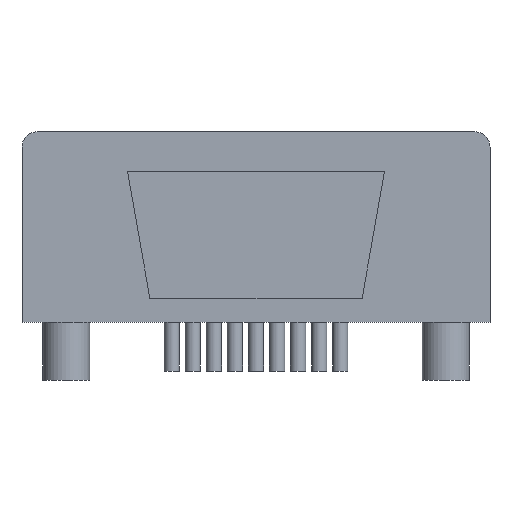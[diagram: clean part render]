
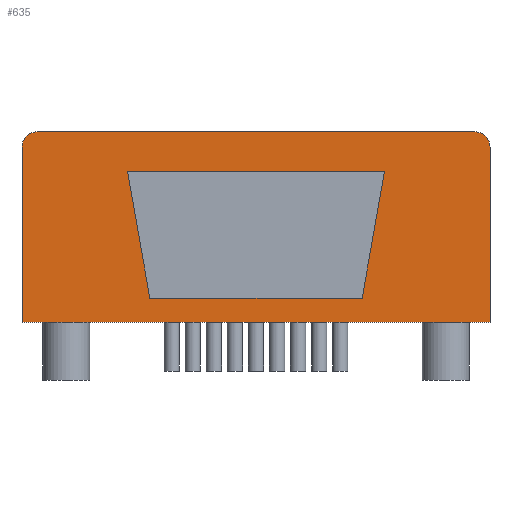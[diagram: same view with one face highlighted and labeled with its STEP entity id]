
A CAD part, front view. The second image highlights one B-rep face of the part: STEP entity #635.
In plain terms, the highlighted planar face has unit normal (0, -1, 0).
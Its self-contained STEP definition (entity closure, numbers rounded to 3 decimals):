
#19=FACE_BOUND('',#137,.T.);
#55=PLANE('',#715);
#95=FACE_OUTER_BOUND('',#136,.T.);
#136=EDGE_LOOP('',(#541,#542,#543,#544,#545,#546));
#137=EDGE_LOOP('',(#547,#548,#549,#550));
#185=LINE('',#1042,#240);
#187=LINE('',#1047,#242);
#191=LINE('',#1055,#246);
#194=LINE('',#1061,#249);
#197=LINE('',#1066,#252);
#201=LINE('',#1080,#256);
#204=LINE('',#1086,#259);
#205=LINE('',#1087,#260);
#240=VECTOR('',#861,10.);
#242=VECTOR('',#865,10.);
#246=VECTOR('',#871,10.);
#249=VECTOR('',#876,10.);
#252=VECTOR('',#881,10.);
#256=VECTOR('',#895,10.);
#259=VECTOR('',#900,10.);
#260=VECTOR('',#901,10.);
#286=CIRCLE('',#713,1.);
#287=CIRCLE('',#716,1.);
#326=VERTEX_POINT('',#1039);
#327=VERTEX_POINT('',#1041);
#328=VERTEX_POINT('',#1045);
#329=VERTEX_POINT('',#1046);
#332=VERTEX_POINT('',#1054);
#334=VERTEX_POINT('',#1060);
#338=VERTEX_POINT('',#1073);
#339=VERTEX_POINT('',#1075);
#340=VERTEX_POINT('',#1079);
#342=VERTEX_POINT('',#1085);
#397=EDGE_CURVE('',#327,#326,#185,.T.);
#399=EDGE_CURVE('',#328,#329,#187,.T.);
#403=EDGE_CURVE('',#329,#332,#191,.T.);
#406=EDGE_CURVE('',#332,#334,#194,.T.);
#409=EDGE_CURVE('',#334,#328,#197,.T.);
#413=EDGE_CURVE('',#338,#339,#286,.T.);
#415=EDGE_CURVE('',#340,#339,#201,.T.);
#418=EDGE_CURVE('',#338,#342,#204,.T.);
#419=EDGE_CURVE('',#342,#327,#205,.T.);
#420=EDGE_CURVE('',#340,#326,#287,.T.);
#541=ORIENTED_EDGE('',*,*,#418,.T.);
#542=ORIENTED_EDGE('',*,*,#419,.T.);
#543=ORIENTED_EDGE('',*,*,#397,.T.);
#544=ORIENTED_EDGE('',*,*,#420,.F.);
#545=ORIENTED_EDGE('',*,*,#415,.T.);
#546=ORIENTED_EDGE('',*,*,#413,.F.);
#547=ORIENTED_EDGE('',*,*,#406,.T.);
#548=ORIENTED_EDGE('',*,*,#409,.T.);
#549=ORIENTED_EDGE('',*,*,#399,.T.);
#550=ORIENTED_EDGE('',*,*,#403,.T.);
#635=ADVANCED_FACE('',(#95,#19),#55,.F.);
#713=AXIS2_PLACEMENT_3D('',#1076,#890,#891);
#715=AXIS2_PLACEMENT_3D('',#1084,#898,#899);
#716=AXIS2_PLACEMENT_3D('',#1088,#902,#903);
#861=DIRECTION('',(0.,0.,1.));
#865=DIRECTION('',(-0.174,0.,-0.985));
#871=DIRECTION('',(-1.,0.,0.));
#876=DIRECTION('',(-0.174,0.,0.985));
#881=DIRECTION('',(1.,0.,0.));
#890=DIRECTION('center_axis',(0.,1.,0.));
#891=DIRECTION('ref_axis',(-0.707,0.,0.707));
#895=DIRECTION('',(-1.,0.,0.));
#898=DIRECTION('center_axis',(0.,1.,0.));
#899=DIRECTION('ref_axis',(1.,0.,0.));
#900=DIRECTION('',(0.,0.,-1.));
#901=DIRECTION('',(1.,0.,0.));
#902=DIRECTION('center_axis',(0.,1.,0.));
#903=DIRECTION('ref_axis',(0.707,0.,0.707));
#1039=CARTESIAN_POINT('',(30.81,0.,11.55));
#1041=CARTESIAN_POINT('',(30.81,0.,0.));
#1042=CARTESIAN_POINT('',(30.81,0.,0.));
#1045=CARTESIAN_POINT('',(23.865,0.,9.955));
#1046=CARTESIAN_POINT('',(22.391,0.,1.595));
#1047=CARTESIAN_POINT('',(22.686,0.,3.267));
#1054=CARTESIAN_POINT('',(8.419,0.,1.595));
#1055=CARTESIAN_POINT('',(11.912,0.,1.595));
#1060=CARTESIAN_POINT('',(6.945,0.,9.955));
#1061=CARTESIAN_POINT('',(7.387,0.,7.447));
#1066=CARTESIAN_POINT('',(19.635,0.,9.955));
#1073=CARTESIAN_POINT('',(0.,0.,11.55));
#1075=CARTESIAN_POINT('',(1.,0.,12.55));
#1076=CARTESIAN_POINT('Origin',(1.,0.,11.55));
#1079=CARTESIAN_POINT('',(29.81,0.,12.55));
#1080=CARTESIAN_POINT('',(30.81,0.,12.55));
#1084=CARTESIAN_POINT('Origin',(15.405,0.,6.275));
#1085=CARTESIAN_POINT('',(0.,0.,0.));
#1086=CARTESIAN_POINT('',(0.,0.,12.55));
#1087=CARTESIAN_POINT('',(0.,0.,0.));
#1088=CARTESIAN_POINT('Origin',(29.81,0.,11.55));
